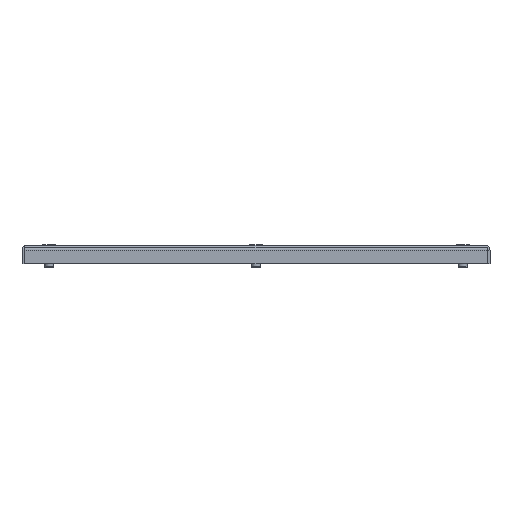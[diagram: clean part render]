
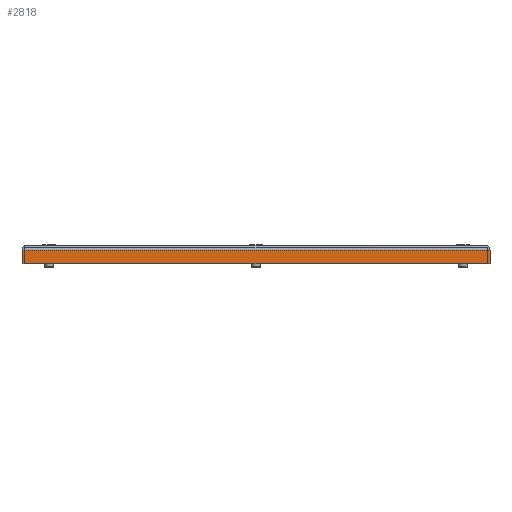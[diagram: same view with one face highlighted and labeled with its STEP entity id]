
A CAD part, front view. The second image highlights one B-rep face of the part: STEP entity #2818.
In plain terms, the highlighted planar face has unit normal (0, -1, 0).
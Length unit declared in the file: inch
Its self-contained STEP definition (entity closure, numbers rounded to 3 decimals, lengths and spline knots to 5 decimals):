
#174 = DIRECTION ( 'NONE',  ( 0., 0., 1. ) ) ;
#205 = LINE ( 'NONE', #2741, #3770 ) ;
#211 = LINE ( 'NONE', #2800, #4276 ) ;
#378 = CARTESIAN_POINT ( 'NONE',  ( 5.25, -7.75, -0.21255 ) ) ;
#393 = CARTESIAN_POINT ( 'NONE',  ( -5.25, -7.75, 0.09769 ) ) ;
#710 = VERTEX_POINT ( 'NONE', #2223 ) ;
#1036 = CARTESIAN_POINT ( 'NONE',  ( -5.25, -7.75, -0.21255 ) ) ;
#1086 = DIRECTION ( 'NONE',  ( 0., 1., 0. ) ) ;
#1303 = ORIENTED_EDGE ( 'NONE', *, *, #1345, .F. ) ;
#1345 = EDGE_CURVE ( 'NONE', #710, #2605, #205, .T. ) ;
#1384 = VERTEX_POINT ( 'NONE', #1036 ) ;
#1503 = CARTESIAN_POINT ( 'NONE',  ( -5.25, -7.75, 0.09769 ) ) ;
#1535 = ORIENTED_EDGE ( 'NONE', *, *, #3238, .T. ) ;
#1808 = LINE ( 'NONE', #3886, #3281 ) ;
#2058 = DIRECTION ( 'NONE',  ( -1., 0., 0. ) ) ;
#2123 = AXIS2_PLACEMENT_3D ( 'NONE', #4728, #1086, #174 ) ;
#2223 = CARTESIAN_POINT ( 'NONE',  ( 5.25, -7.75, 0.09769 ) ) ;
#2605 = VERTEX_POINT ( 'NONE', #378 ) ;
#2739 = FACE_OUTER_BOUND ( 'NONE', #5070, .T. ) ;
#2741 = CARTESIAN_POINT ( 'NONE',  ( 5.25, -7.75, 0.2095 ) ) ;
#2800 = CARTESIAN_POINT ( 'NONE',  ( -5.25, -7.75, 0.2095 ) ) ;
#2818 = ADVANCED_FACE ( 'NONE', ( #2739 ), #3940, .F. ) ;
#3007 = EDGE_CURVE ( 'NONE', #1384, #2605, #1808, .T. ) ;
#3183 = ORIENTED_EDGE ( 'NONE', *, *, #3326, .T. ) ;
#3238 = EDGE_CURVE ( 'NONE', #710, #3288, #4152, .T. ) ;
#3281 = VECTOR ( 'NONE', #3989, 39.37008 ) ;
#3288 = VERTEX_POINT ( 'NONE', #1503 ) ;
#3326 = EDGE_CURVE ( 'NONE', #3288, #1384, #211, .T. ) ;
#3560 = DIRECTION ( 'NONE',  ( 0., 0., -1. ) ) ;
#3591 = DIRECTION ( 'NONE',  ( 0., 0., -1. ) ) ;
#3770 = VECTOR ( 'NONE', #3560, 39.37008 ) ;
#3886 = CARTESIAN_POINT ( 'NONE',  ( -5.25, -7.75, -0.21255 ) ) ;
#3930 = VECTOR ( 'NONE', #2058, 39.37008 ) ;
#3940 = PLANE ( 'NONE',  #2123 ) ;
#3989 = DIRECTION ( 'NONE',  ( 1., 0., 0. ) ) ;
#4152 = LINE ( 'NONE', #393, #3930 ) ;
#4276 = VECTOR ( 'NONE', #3591, 39.37008 ) ;
#4728 = CARTESIAN_POINT ( 'NONE',  ( -5.25, -7.75, 0.2095 ) ) ;
#4785 = ORIENTED_EDGE ( 'NONE', *, *, #3007, .T. ) ;
#5070 = EDGE_LOOP ( 'NONE', ( #1303, #1535, #3183, #4785 ) ) ;
